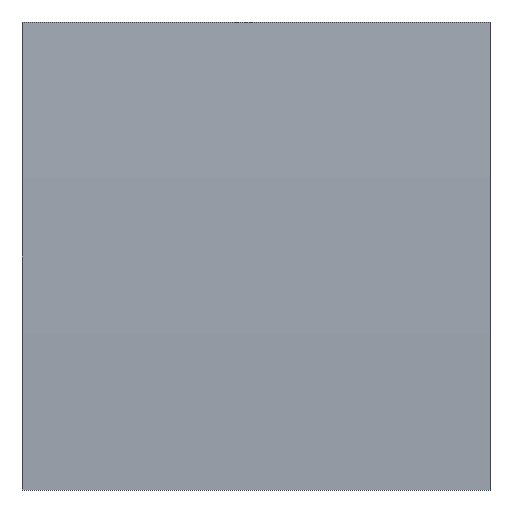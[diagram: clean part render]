
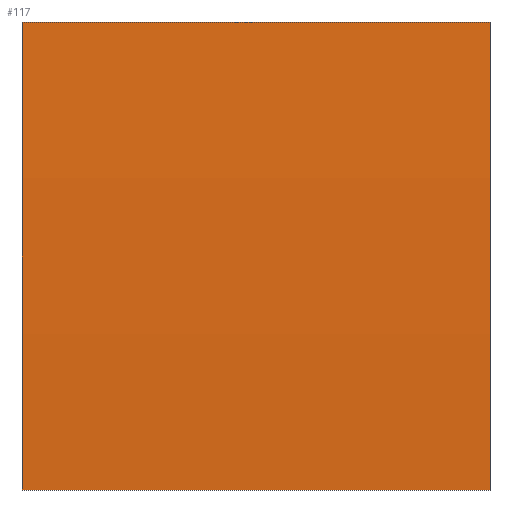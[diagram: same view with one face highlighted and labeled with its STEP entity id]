
A CAD part, left-side view. The second image highlights one B-rep face of the part: STEP entity #117.
In plain terms, the highlighted cylindrical face has radius 114.62 mm (diameter 229.24 mm), a partial arc.
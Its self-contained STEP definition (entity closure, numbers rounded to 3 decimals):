
#4 = EDGE_CURVE ( 'NONE', #187, #155, #19, .T. ) ;
#6 = EDGE_LOOP ( 'NONE', ( #146, #99, #149, #138 ) ) ;
#19 = CIRCLE ( 'NONE', #122, 114.62 ) ;
#20 = DIRECTION ( 'NONE',  ( 0., -1., 0. ) ) ;
#21 = VECTOR ( 'NONE', #20, 1000. ) ;
#29 = VERTEX_POINT ( 'NONE', #82 ) ;
#46 = CYLINDRICAL_SURFACE ( 'NONE', #86, 114.62 ) ;
#49 = CARTESIAN_POINT ( 'NONE',  ( 4.355, 0., 0. ) ) ;
#55 = CARTESIAN_POINT ( 'NONE',  ( 4.355, 10., 0. ) ) ;
#58 = DIRECTION ( 'NONE',  ( 0., -1., 0. ) ) ;
#64 = CARTESIAN_POINT ( 'NONE',  ( -110.156, 10., 5. ) ) ;
#66 = FACE_OUTER_BOUND ( 'NONE', #6, .T. ) ;
#72 = CARTESIAN_POINT ( 'NONE',  ( -110.156, 0., 5. ) ) ;
#73 = VECTOR ( 'NONE', #58, 1000. ) ;
#82 = CARTESIAN_POINT ( 'NONE',  ( -110.156, 10., 5. ) ) ;
#85 = CARTESIAN_POINT ( 'NONE',  ( -110.156, 10., -5. ) ) ;
#86 = AXIS2_PLACEMENT_3D ( 'NONE', #55, #175, #163 ) ;
#99 = ORIENTED_EDGE ( 'NONE', *, *, #106, .F. ) ;
#104 = VERTEX_POINT ( 'NONE', #152 ) ;
#106 = EDGE_CURVE ( 'NONE', #29, #155, #197, .T. ) ;
#107 = LINE ( 'NONE', #85, #73 ) ;
#110 = EDGE_CURVE ( 'NONE', #104, #29, #124, .T. ) ;
#117 = ADVANCED_FACE ( 'NONE', ( #66 ), #46, .T. ) ;
#122 = AXIS2_PLACEMENT_3D ( 'NONE', #49, #151, #133 ) ;
#124 = CIRCLE ( 'NONE', #135, 114.62 ) ;
#133 = DIRECTION ( 'NONE',  ( 0., 0., 1. ) ) ;
#135 = AXIS2_PLACEMENT_3D ( 'NONE', #185, #153, #161 ) ;
#138 = ORIENTED_EDGE ( 'NONE', *, *, #171, .T. ) ;
#146 = ORIENTED_EDGE ( 'NONE', *, *, #4, .T. ) ;
#149 = ORIENTED_EDGE ( 'NONE', *, *, #110, .F. ) ;
#151 = DIRECTION ( 'NONE',  ( 0., 1., 0. ) ) ;
#152 = CARTESIAN_POINT ( 'NONE',  ( -110.156, 10., -5. ) ) ;
#153 = DIRECTION ( 'NONE',  ( 0., 1., 0. ) ) ;
#155 = VERTEX_POINT ( 'NONE', #72 ) ;
#161 = DIRECTION ( 'NONE',  ( 0., 0., 1. ) ) ;
#163 = DIRECTION ( 'NONE',  ( 0., 0., -1. ) ) ;
#171 = EDGE_CURVE ( 'NONE', #104, #187, #107, .T. ) ;
#175 = DIRECTION ( 'NONE',  ( 0., -1., 0. ) ) ;
#179 = CARTESIAN_POINT ( 'NONE',  ( -110.156, 0., -5. ) ) ;
#185 = CARTESIAN_POINT ( 'NONE',  ( 4.355, 10., 0. ) ) ;
#187 = VERTEX_POINT ( 'NONE', #179 ) ;
#197 = LINE ( 'NONE', #64, #21 ) ;
